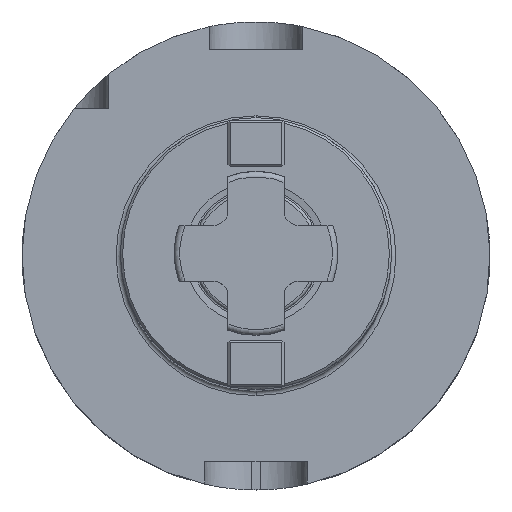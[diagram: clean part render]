
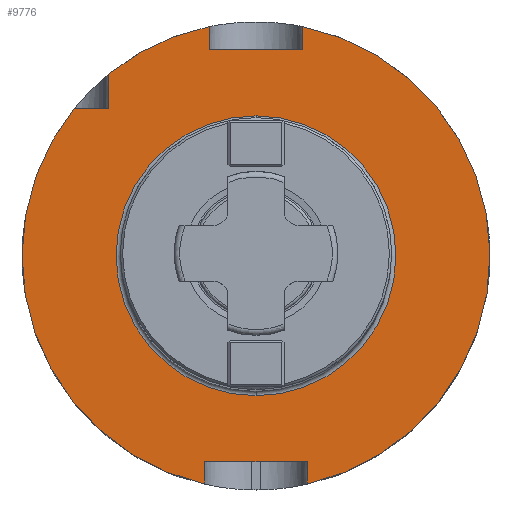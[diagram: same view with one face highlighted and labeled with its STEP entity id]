
A CAD part, top view. The second image highlights one B-rep face of the part: STEP entity #9776.
In plain terms, the highlighted planar face has unit normal (0, 0, 1).
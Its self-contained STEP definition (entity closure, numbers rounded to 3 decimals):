
#1979=DIRECTION('',(1.,0.,0.));
#1980=VECTOR('',#1979,20.);
#1981=CARTESIAN_POINT('',(-10.,44.,28.95));
#1982=LINE('',#1981,#1980);
#1986=DIRECTION('',(0.,-1.,0.));
#1987=VECTOR('',#1986,4.99);
#1988=CARTESIAN_POINT('',(10.,48.99,28.95));
#1989=LINE('',#1988,#1987);
#1993=DIRECTION('',(0.,1.,0.));
#1994=VECTOR('',#1993,4.775);
#1995=CARTESIAN_POINT('',(11.,-48.775,28.95));
#1996=LINE('',#1995,#1994);
#2000=DIRECTION('',(1.,0.,0.));
#2001=VECTOR('',#2000,22.);
#2002=CARTESIAN_POINT('',(-11.,-44.,28.95));
#2003=LINE('',#2002,#2001);
#2007=DIRECTION('',(0.,1.,0.));
#2008=VECTOR('',#2007,4.775);
#2009=CARTESIAN_POINT('',(-11.,-48.775,28.95));
#2010=LINE('',#2009,#2008);
#2014=DIRECTION('',(1.,0.,0.));
#2015=VECTOR('',#2014,7.33);
#2016=CARTESIAN_POINT('',(-38.83,31.5,28.95));
#2017=LINE('',#2016,#2015);
#2021=DIRECTION('',(0.,-1.,0.));
#2022=VECTOR('',#2021,7.33);
#2023=CARTESIAN_POINT('',(-31.5,38.83,28.95));
#2024=LINE('',#2023,#2022);
#2028=DIRECTION('',(0.,-1.,0.));
#2029=VECTOR('',#2028,4.99);
#2030=CARTESIAN_POINT('',(-10.,48.99,28.95));
#2031=LINE('',#2030,#2029);
#2035=CARTESIAN_POINT('',(0.,0.,28.95));
#2036=DIRECTION('',(0.,0.,1.));
#2037=DIRECTION('',(0.,1.,0.));
#2038=AXIS2_PLACEMENT_3D('',#2035,#2036,#2037);
#2043=CARTESIAN_POINT('',(0.,0.,28.95));
#2044=DIRECTION('',(0.,0.,1.));
#2045=DIRECTION('',(0.,-1.,0.));
#2046=AXIS2_PLACEMENT_3D('',#2043,#2044,#2045);
#2185=CARTESIAN_POINT('',(0.,0.,28.95));
#2186=DIRECTION('',(0.,0.,1.));
#2187=DIRECTION('',(-0.777,0.63,0.));
#2188=AXIS2_PLACEMENT_3D('',#2185,#2186,#2187);
#2193=CARTESIAN_POINT('',(0.,0.,28.95));
#2194=DIRECTION('',(0.,0.,1.));
#2195=DIRECTION('',(0.22,-0.975,0.));
#2196=AXIS2_PLACEMENT_3D('',#2193,#2194,#2195);
#2201=CARTESIAN_POINT('',(0.,0.,28.95));
#2202=DIRECTION('',(0.,0.,1.));
#2203=DIRECTION('',(-0.2,0.98,0.));
#2204=AXIS2_PLACEMENT_3D('',#2201,#2202,#2203);
#7752=CARTESIAN_POINT('',(-31.5,31.5,28.95));
#7754=VERTEX_POINT('',#7752);
#7766=CARTESIAN_POINT('',(11.,-44.,28.95));
#7767=VERTEX_POINT('',#7766);
#7768=CARTESIAN_POINT('',(-11.,-44.,28.95));
#7769=VERTEX_POINT('',#7768);
#7782=CARTESIAN_POINT('',(10.,44.,28.95));
#7783=VERTEX_POINT('',#7782);
#7784=CARTESIAN_POINT('',(-10.,44.,28.95));
#7785=VERTEX_POINT('',#7784);
#7863=CARTESIAN_POINT('',(-38.83,31.5,28.95));
#7864=VERTEX_POINT('',#7863);
#7865=CARTESIAN_POINT('',(-31.5,38.83,28.95));
#7866=VERTEX_POINT('',#7865);
#7893=CARTESIAN_POINT('',(11.,-48.775,28.95));
#7894=VERTEX_POINT('',#7893);
#7895=CARTESIAN_POINT('',(-11.,-48.775,28.95));
#7896=VERTEX_POINT('',#7895);
#7923=CARTESIAN_POINT('',(10.,48.99,28.95));
#7924=VERTEX_POINT('',#7923);
#7925=CARTESIAN_POINT('',(-10.,48.99,28.95));
#7926=VERTEX_POINT('',#7925);
#7952=CARTESIAN_POINT('',(0.,29.9,28.95));
#7953=CARTESIAN_POINT('',(0.,-29.9,28.95));
#7954=VERTEX_POINT('',#7952);
#7955=VERTEX_POINT('',#7953);
#9742=CARTESIAN_POINT('',(0.,0.,28.95));
#9743=DIRECTION('',(0.,0.,1.));
#9744=DIRECTION('',(0.,1.,0.));
#9745=AXIS2_PLACEMENT_3D('',#9742,#9743,#9744);
#9746=PLANE('',#9745);
#9748=ORIENTED_EDGE('',*,*,#9747,.T.);
#9750=ORIENTED_EDGE('',*,*,#9749,.F.);
#9752=ORIENTED_EDGE('',*,*,#9751,.F.);
#9754=ORIENTED_EDGE('',*,*,#9753,.T.);
#9756=ORIENTED_EDGE('',*,*,#9755,.F.);
#9758=ORIENTED_EDGE('',*,*,#9757,.F.);
#9760=ORIENTED_EDGE('',*,*,#9759,.F.);
#9762=ORIENTED_EDGE('',*,*,#9761,.T.);
#9764=ORIENTED_EDGE('',*,*,#9763,.F.);
#9766=ORIENTED_EDGE('',*,*,#9765,.F.);
#9768=ORIENTED_EDGE('',*,*,#9767,.T.);
#9769=EDGE_LOOP('',(#9748,#9750,#9752,#9754,#9756,#9758,#9760,#9762,#9764,#9766,
#9768));
#9770=FACE_OUTER_BOUND('',#9769,.F.);
#9772=ORIENTED_EDGE('',*,*,#9771,.T.);
#9773=ORIENTED_EDGE('',*,*,#9732,.T.);
#9774=EDGE_LOOP('',(#9772,#9773));
#9775=FACE_BOUND('',#9774,.F.);
#2039=CIRCLE('',#2038,29.9);
#2047=CIRCLE('',#2046,29.9);
#2189=CIRCLE('',#2188,50.);
#2197=CIRCLE('',#2196,50.);
#2205=CIRCLE('',#2204,50.);
#9732=EDGE_CURVE('',#7955,#7954,#2047,.T.);
#9747=EDGE_CURVE('',#7785,#7783,#1982,.T.);
#9749=EDGE_CURVE('',#7924,#7783,#1989,.T.);
#9751=EDGE_CURVE('',#7894,#7924,#2197,.T.);
#9753=EDGE_CURVE('',#7894,#7767,#1996,.T.);
#9755=EDGE_CURVE('',#7769,#7767,#2003,.T.);
#9757=EDGE_CURVE('',#7896,#7769,#2010,.T.);
#9759=EDGE_CURVE('',#7864,#7896,#2189,.T.);
#9761=EDGE_CURVE('',#7864,#7754,#2017,.T.);
#9763=EDGE_CURVE('',#7866,#7754,#2024,.T.);
#9765=EDGE_CURVE('',#7926,#7866,#2205,.T.);
#9767=EDGE_CURVE('',#7926,#7785,#2031,.T.);
#9771=EDGE_CURVE('',#7954,#7955,#2039,.T.);
#9776=ADVANCED_FACE('',(#9770,#9775),#9746,.T.);
